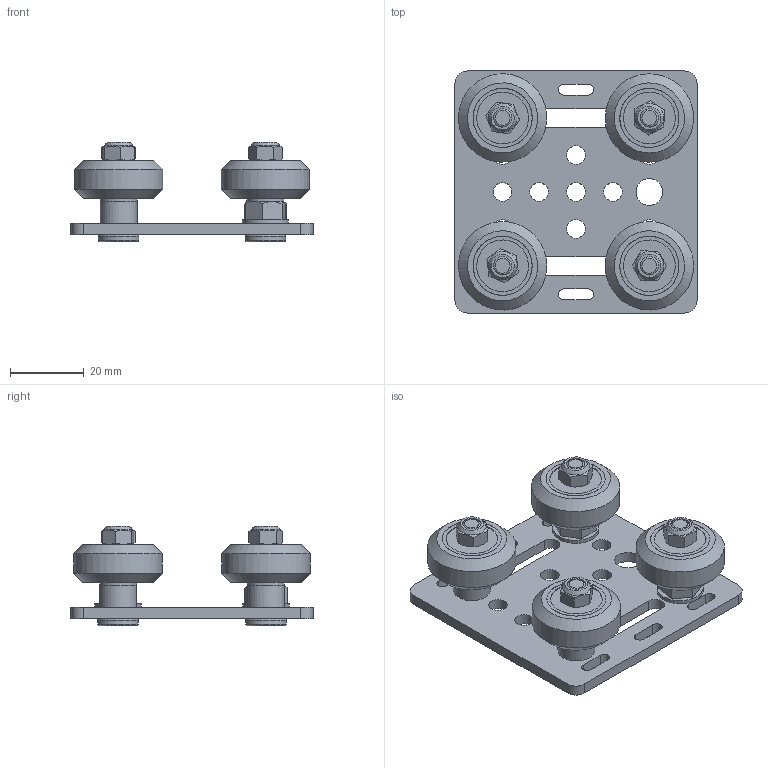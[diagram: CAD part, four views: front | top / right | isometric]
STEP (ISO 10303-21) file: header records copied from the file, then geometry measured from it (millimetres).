
FILE_DESCRIPTION(/* description */ (''),/* implementation_level */ '2;1');
FILE_NAME(/* name */ '20mm Gantry Set v1.step',/* time_stamp */ '2023-10-13T19:20:50+05:30',/* author */ (''),/* organization */ (''),/* preprocessor_version */ 'ST-DEVELOPER v20',/* originating_system */ 'Autodesk Translation Framework v12.14.0.127',/* authorisation */ '');
FILE_SCHEMA (('AUTOMOTIVE_DESIGN { 1 0 10303 214 3 1 1 }'));
Length unit declared in the file: inch
Products named in the file (11): 20mm Gantry Set; 20mm gantry plate; V-Wheel Solid Wheel; Eccentric Spacer; V-Wheel Solid Wheel - spacer; Solid V-Wheel; Ball Bearing 625 2RS 5x16x5; 1mm 5mm shim; 6mm Spacer; M5 Nylock; M5x25 low profile screw
Assembly tree (23 placements, depth 3):
  20mm Gantry Set
    20mm gantry plate
    V-Wheel Solid Wheel  x2
      Solid V-Wheel
      Ball Bearing 625 2RS 5x16x5
      Eccentric Spacer
      1mm 5mm shim
    V-Wheel Solid Wheel - spacer  x2
      Solid V-Wheel
      Ball Bearing 625 2RS 5x16x5
      1mm 5mm shim
      6mm Spacer
    M5x25 low profile screw  x4
    M5 Nylock  x4
Bounding box: 65.5 x 65.5 x 27 mm (x, y, z)
Volume: 30987.9 mm3; surface area: 27723.7 mm2
Topology: 29 solids, 29 shells, 337 faces, 693 edges, 458 vertices
Faces by surface type: plane 182, cylinder 121, torus 12, cone 8, bspline 8, sphere 6
Full cylindrical faces by diameter (mm): 5 x34, 5.1 x2, 7 x16, 7.12 x2, 7.2 x3, 10 x6, 11 x4, 12.5 x2, 14 x16, 15.974 x4, 16 x8, 23.9 x4
Entity records: 4442 total; most frequent: CARTESIAN_POINT 766, DIRECTION 739, ORIENTED_EDGE 594, EDGE_CURVE 297, AXIS2_PLACEMENT_3D 294, VERTEX_POINT 197, EDGE_LOOP 190, LINE 151
